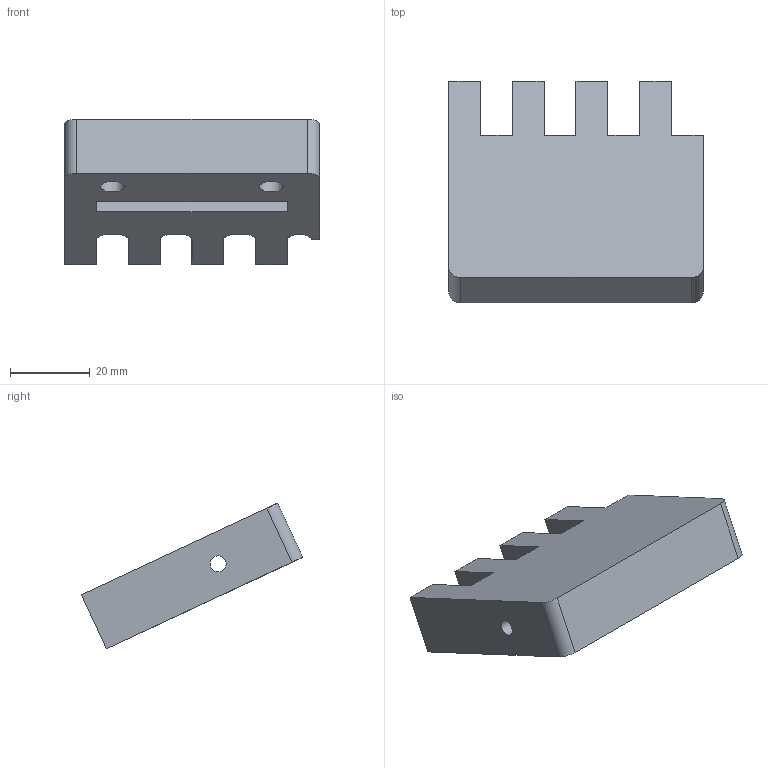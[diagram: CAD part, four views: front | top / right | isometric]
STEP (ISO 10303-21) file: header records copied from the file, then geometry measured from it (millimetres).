
FILE_DESCRIPTION(/* description */ (''),/* implementation_level */ '2;1');
FILE_NAME(/* name */ 'Bohrer Basis B.step',/* time_stamp */ '2024-07-31T12:00:11+02:00',/* author */ (''),/* organization */ (''),/* preprocessor_version */ 'ST-DEVELOPER v20',/* originating_system */ 'Autodesk Translation Framework v13.14.0.145',/* authorisation */ '');
FILE_SCHEMA (('AUTOMOTIVE_DESIGN { 1 0 10303 214 3 1 1 }'));
Length unit declared in the file: millimetre
Products named in the file (2): Bohrer MB; Basis B
Assembly tree (1 placements, depth 2):
  Bohrer MB
    Basis B
Bounding box: 64 x 55.73 x 36.63 mm (x, y, z)
Volume: 40247 mm3; surface area: 12753.7 mm2
Topology: 1 solids, 1 shells, 44 faces, 110 edges, 71 vertices
Faces by surface type: plane 31, cylinder 13
Full cylindrical faces by diameter (mm): 4 x2, 6.01 x2
Entity records: 1372 total; most frequent: DIRECTION 230, CARTESIAN_POINT 228, ORIENTED_EDGE 220, EDGE_CURVE 110, LINE 84, VECTOR 84, AXIS2_PLACEMENT_3D 73, VERTEX_POINT 71
